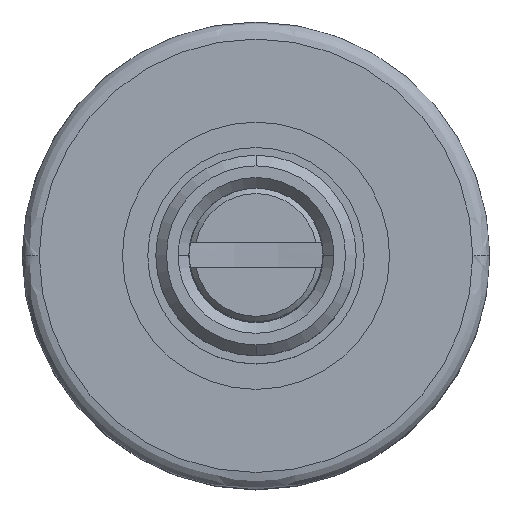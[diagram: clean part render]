
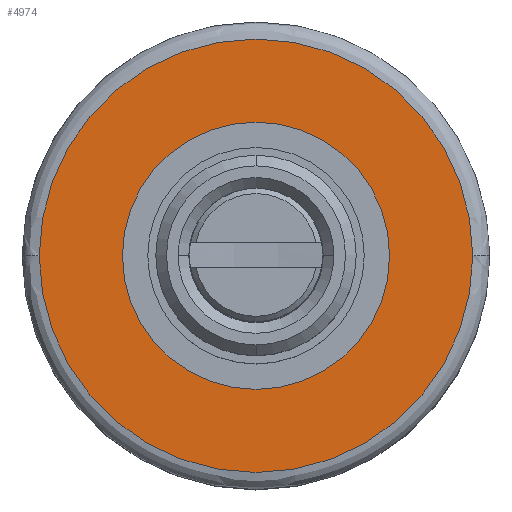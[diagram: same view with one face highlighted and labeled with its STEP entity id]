
A CAD part, top view. The second image highlights one B-rep face of the part: STEP entity #4974.
In plain terms, the highlighted free-form (B-spline) face has degree [1, 1] with [2, 2] control points.
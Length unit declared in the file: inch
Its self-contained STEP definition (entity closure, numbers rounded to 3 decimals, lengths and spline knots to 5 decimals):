
#1337=CARTESIAN_POINT('',(0.,0.,0.443));
#1338=DIRECTION('',(0.,0.,1.));
#1339=DIRECTION('',(-1.,0.,0.));
#1340=AXIS2_PLACEMENT_3D('',#1337,#1338,#1339);
#1361=CARTESIAN_POINT('',(0.,0.,0.443));
#1362=DIRECTION('',(0.,0.,1.));
#1363=DIRECTION('',(0.,1.,0.));
#1364=AXIS2_PLACEMENT_3D('',#1361,#1362,#1363);
#1369=CARTESIAN_POINT('',(0.,0.,0.443));
#1370=DIRECTION('',(0.,0.,1.));
#1371=DIRECTION('',(0.,-1.,0.));
#1372=AXIS2_PLACEMENT_3D('',#1369,#1370,#1371);
#1377=CARTESIAN_POINT('',(0.,0.,0.443));
#1378=DIRECTION('',(0.,0.,1.));
#1379=DIRECTION('',(1.,0.,0.));
#1380=AXIS2_PLACEMENT_3D('',#1377,#1378,#1379);
#1852=CARTESIAN_POINT('',(-0.4055,0.,0.443));
#1853=CARTESIAN_POINT('',(0.4055,0.,0.443));
#1854=VERTEX_POINT('',#1852);
#1855=VERTEX_POINT('',#1853);
#1912=CARTESIAN_POINT('',(0.,0.25,0.443));
#1913=CARTESIAN_POINT('',(0.,-0.25,0.443));
#1914=VERTEX_POINT('',#1912);
#1915=VERTEX_POINT('',#1913);
#4958=CARTESIAN_POINT('',(-0.42172,-0.42201,0.443));
#4959=CARTESIAN_POINT('',(-0.42172,0.42201,0.443));
#4960=CARTESIAN_POINT('',(0.42172,-0.42201,0.443));
#4961=CARTESIAN_POINT('',(0.42172,0.42201,0.443));
#4962=B_SPLINE_SURFACE_WITH_KNOTS('',1,1,((#4958,#4959),(#4960,#4961)),
.UNSPECIFIED.,.F.,.F.,.F.,(2,2),(2,2),(-0.42172,0.42172),
(-0.42201,0.42201),.UNSPECIFIED.);
#4963=ORIENTED_EDGE('',*,*,#4936,.F.);
#4965=ORIENTED_EDGE('',*,*,#4964,.F.);
#4966=EDGE_LOOP('',(#4963,#4965));
#4967=FACE_OUTER_BOUND('',#4966,.F.);
#4969=ORIENTED_EDGE('',*,*,#4968,.T.);
#4971=ORIENTED_EDGE('',*,*,#4970,.T.);
#4972=EDGE_LOOP('',(#4969,#4971));
#4973=FACE_BOUND('',#4972,.F.);
#4974=ADVANCED_FACE('',(#4967,#4973),#4962,.T.);
#1341=CIRCLE('',#1340,0.4055);
#1365=CIRCLE('',#1364,0.25);
#1373=CIRCLE('',#1372,0.25);
#1381=CIRCLE('',#1380,0.4055);
#4936=EDGE_CURVE('',#1854,#1855,#1341,.T.);
#4964=EDGE_CURVE('',#1855,#1854,#1381,.T.);
#4968=EDGE_CURVE('',#1914,#1915,#1365,.T.);
#4970=EDGE_CURVE('',#1915,#1914,#1373,.T.);
